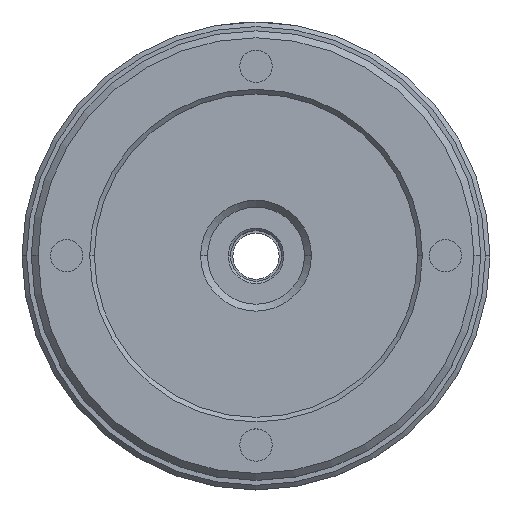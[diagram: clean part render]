
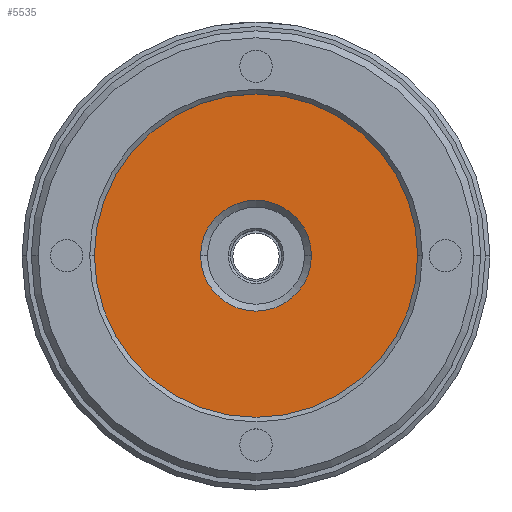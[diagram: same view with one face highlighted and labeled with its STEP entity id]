
A CAD part, top view. The second image highlights one B-rep face of the part: STEP entity #5535.
In plain terms, the highlighted planar face has unit normal (0, 0, 1).
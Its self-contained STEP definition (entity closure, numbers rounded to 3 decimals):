
#706 = DIRECTION ( 'NONE',  ( -1., 0., 0. ) ) ;
#1032 = DIRECTION ( 'NONE',  ( 0., 0., 1. ) ) ;
#1623 = CIRCLE ( 'NONE', #21271, 35.5 ) ;
#2226 = AXIS2_PLACEMENT_3D ( 'NONE', #13491, #7671, #25821 ) ;
#2824 = DIRECTION ( 'NONE',  ( 1., 0., 0. ) ) ;
#5535 = ADVANCED_FACE ( 'NONE', ( #17373, #5944 ), #20270, .F. ) ;
#5944 = FACE_OUTER_BOUND ( 'NONE', #10624, .T. ) ;
#6910 = EDGE_CURVE ( 'NONE', #24221, #21384, #1623, .T. ) ;
#7318 = CIRCLE ( 'NONE', #9629, 12. ) ;
#7349 = EDGE_LOOP ( 'NONE', ( #13216, #18731 ) ) ;
#7671 = DIRECTION ( 'NONE',  ( 0., 0., 1. ) ) ;
#8068 = ORIENTED_EDGE ( 'NONE', *, *, #6910, .T. ) ;
#9019 = CARTESIAN_POINT ( 'NONE',  ( 35.5, 0., -5.5 ) ) ;
#9629 = AXIS2_PLACEMENT_3D ( 'NONE', #24991, #1032, #24911 ) ;
#9638 = CARTESIAN_POINT ( 'NONE',  ( 12., 0., -5.5 ) ) ;
#10549 = DIRECTION ( 'NONE',  ( 0., 0., 1. ) ) ;
#10624 = EDGE_LOOP ( 'NONE', ( #8068, #14749 ) ) ;
#11084 = AXIS2_PLACEMENT_3D ( 'NONE', #18673, #20707, #2824 ) ;
#11206 = VERTEX_POINT ( 'NONE', #9638 ) ;
#11603 = CIRCLE ( 'NONE', #11084, 35.5 ) ;
#12261 = DIRECTION ( 'NONE',  ( 0., 0., -1. ) ) ;
#13216 = ORIENTED_EDGE ( 'NONE', *, *, #23637, .F. ) ;
#13491 = CARTESIAN_POINT ( 'NONE',  ( 0., 0., -5.5 ) ) ;
#13901 = CIRCLE ( 'NONE', #2226, 12. ) ;
#14749 = ORIENTED_EDGE ( 'NONE', *, *, #26061, .T. ) ;
#16462 = DIRECTION ( 'NONE',  ( 1., 0., 0. ) ) ;
#17373 = FACE_BOUND ( 'NONE', #7349, .T. ) ;
#18673 = CARTESIAN_POINT ( 'NONE',  ( 0., 0., -5.5 ) ) ;
#18731 = ORIENTED_EDGE ( 'NONE', *, *, #24737, .F. ) ;
#20270 = PLANE ( 'NONE',  #22910 ) ;
#20707 = DIRECTION ( 'NONE',  ( 0., 0., 1. ) ) ;
#21271 = AXIS2_PLACEMENT_3D ( 'NONE', #22607, #10549, #16462 ) ;
#21384 = VERTEX_POINT ( 'NONE', #22269 ) ;
#22181 = VERTEX_POINT ( 'NONE', #24845 ) ;
#22269 = CARTESIAN_POINT ( 'NONE',  ( -35.5, 0., -5.5 ) ) ;
#22306 = CARTESIAN_POINT ( 'NONE',  ( 0., 35.5, -5.5 ) ) ;
#22607 = CARTESIAN_POINT ( 'NONE',  ( 0., 0., -5.5 ) ) ;
#22910 = AXIS2_PLACEMENT_3D ( 'NONE', #22306, #12261, #706 ) ;
#23637 = EDGE_CURVE ( 'NONE', #11206, #22181, #7318, .T. ) ;
#24221 = VERTEX_POINT ( 'NONE', #9019 ) ;
#24737 = EDGE_CURVE ( 'NONE', #22181, #11206, #13901, .T. ) ;
#24845 = CARTESIAN_POINT ( 'NONE',  ( -12., 0., -5.5 ) ) ;
#24911 = DIRECTION ( 'NONE',  ( 1., 0., 0. ) ) ;
#24991 = CARTESIAN_POINT ( 'NONE',  ( 0., 0., -5.5 ) ) ;
#25821 = DIRECTION ( 'NONE',  ( 1., 0., 0. ) ) ;
#26061 = EDGE_CURVE ( 'NONE', #21384, #24221, #11603, .T. ) ;
